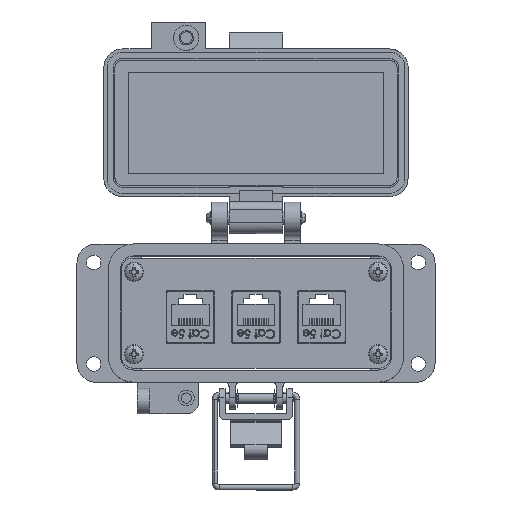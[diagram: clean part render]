
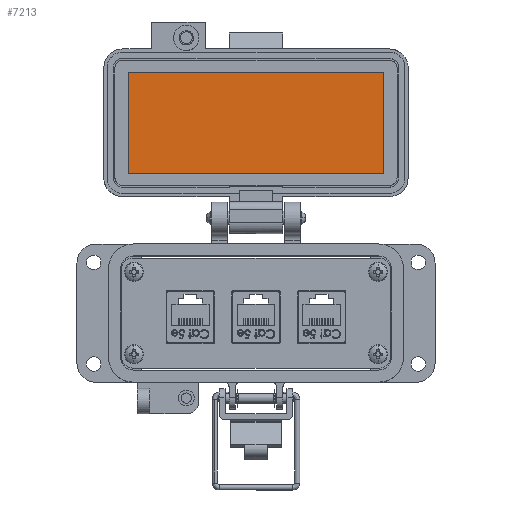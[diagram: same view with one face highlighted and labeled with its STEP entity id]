
A CAD part, top view. The second image highlights one B-rep face of the part: STEP entity #7213.
In plain terms, the highlighted planar face has unit normal (0, 0, 1).
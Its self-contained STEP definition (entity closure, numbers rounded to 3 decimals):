
#325 = EDGE_CURVE ( 'NONE', #19669, #40662, #17488, .T. ) ;
#2510 = CARTESIAN_POINT ( 'NONE',  ( -40.25, 83.154, -25.55 ) ) ;
#4579 = LINE ( 'NONE', #19560, #45276 ) ;
#5872 = ORIENTED_EDGE ( 'NONE', *, *, #325, .F. ) ;
#6680 = EDGE_CURVE ( 'NONE', #14282, #7503, #9199, .T. ) ;
#7151 = CARTESIAN_POINT ( 'NONE',  ( -8.5, 67.154, -25.55 ) ) ;
#7213 = ADVANCED_FACE ( 'NONE', ( #25733 ), #40592, .T. ) ;
#7503 = VERTEX_POINT ( 'NONE', #28129 ) ;
#9199 = LINE ( 'NONE', #24088, #47607 ) ;
#9238 = CARTESIAN_POINT ( 'NONE',  ( -40.25, 51.154, -25.55 ) ) ;
#11203 = CARTESIAN_POINT ( 'NONE',  ( -40.25, 67.154, -25.55 ) ) ;
#12724 = VECTOR ( 'NONE', #47263, 1000. ) ;
#14282 = VERTEX_POINT ( 'NONE', #2510 ) ;
#17488 = LINE ( 'NONE', #32329, #12724 ) ;
#19560 = CARTESIAN_POINT ( 'NONE',  ( 40.25, 67.154, -25.55 ) ) ;
#19669 = VERTEX_POINT ( 'NONE', #37504 ) ;
#20193 = ORIENTED_EDGE ( 'NONE', *, *, #30914, .F. ) ;
#22060 = DIRECTION ( 'NONE',  ( 0., 0., 1. ) ) ;
#24088 = CARTESIAN_POINT ( 'NONE',  ( -8.5, 83.154, -25.55 ) ) ;
#25733 = FACE_OUTER_BOUND ( 'NONE', #36759, .T. ) ;
#26070 = DIRECTION ( 'NONE',  ( 0., 1., 0. ) ) ;
#26451 = AXIS2_PLACEMENT_3D ( 'NONE', #7151, #22060, #36902 ) ;
#28129 = CARTESIAN_POINT ( 'NONE',  ( 40.25, 83.154, -25.55 ) ) ;
#30914 = EDGE_CURVE ( 'NONE', #40662, #14282, #44640, .T. ) ;
#32329 = CARTESIAN_POINT ( 'NONE',  ( 42., 51.154, -25.55 ) ) ;
#34408 = DIRECTION ( 'NONE',  ( 0., -1., 0. ) ) ;
#36759 = EDGE_LOOP ( 'NONE', ( #47416, #20193, #5872, #47720 ) ) ;
#36902 = DIRECTION ( 'NONE',  ( 0., -1., 0. ) ) ;
#37504 = CARTESIAN_POINT ( 'NONE',  ( 40.25, 51.154, -25.55 ) ) ;
#38093 = VECTOR ( 'NONE', #26070, 1000. ) ;
#38951 = DIRECTION ( 'NONE',  ( 1., 0., 0. ) ) ;
#40592 = PLANE ( 'NONE',  #26451 ) ;
#40662 = VERTEX_POINT ( 'NONE', #9238 ) ;
#44640 = LINE ( 'NONE', #11203, #38093 ) ;
#45276 = VECTOR ( 'NONE', #34408, 1000. ) ;
#47263 = DIRECTION ( 'NONE',  ( -1., 0., 0. ) ) ;
#47416 = ORIENTED_EDGE ( 'NONE', *, *, #6680, .F. ) ;
#47607 = VECTOR ( 'NONE', #38951, 1000. ) ;
#47720 = ORIENTED_EDGE ( 'NONE', *, *, #48302, .F. ) ;
#48302 = EDGE_CURVE ( 'NONE', #7503, #19669, #4579, .T. ) ;
